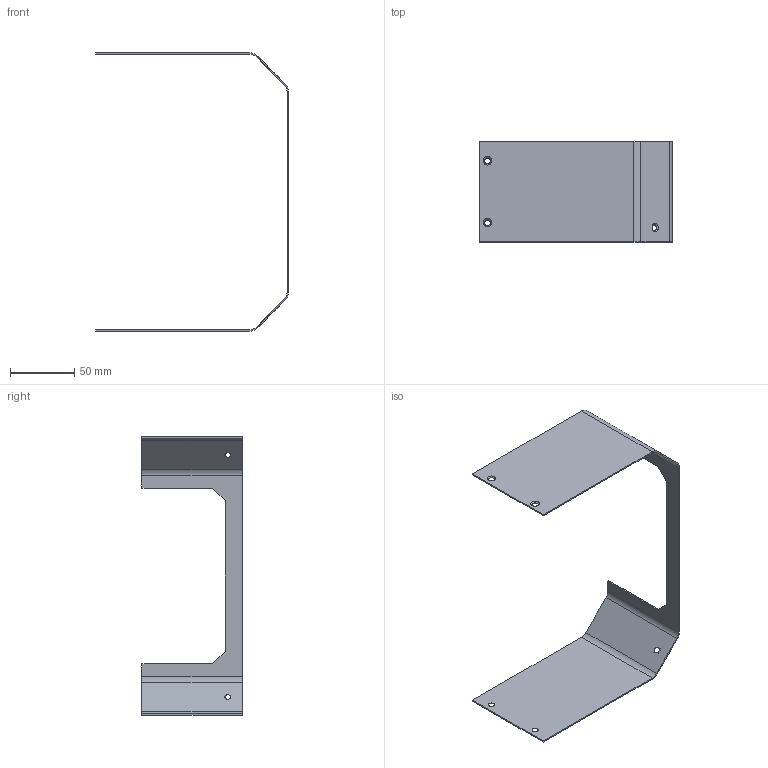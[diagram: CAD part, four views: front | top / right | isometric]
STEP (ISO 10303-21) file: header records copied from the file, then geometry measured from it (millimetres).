
FILE_DESCRIPTION (( 'STEP AP203' ), '1' );
FILE_NAME ('CW1-007-MA_v001 SPODNI PLECH.STEP', '2019-05-13T06:42:43', ( '' ), ( '' ), 'SwSTEP 2.0', 'SolidWorks 2017', '' );
FILE_SCHEMA (( 'CONFIG_CONTROL_DESIGN' ));
Length unit declared in the file: millimetre
Products named in the file (1): CW1-007-MA_v001 SPODNI PLECH
Bounding box: 150.31 x 78 x 217.1 mm (x, y, z)
Volume: 28737.6 mm3; surface area: 58862.3 mm2
Topology: 1 solids, 1 shells, 56 faces, 130 edges, 76 vertices
Faces by surface type: plane 36, cone 12, cylinder 8
Entity records: 1659 total; most frequent: DIRECTION 284, CARTESIAN_POINT 263, ORIENTED_EDGE 260, EDGE_CURVE 130, AXIS2_PLACEMENT_3D 97, LINE 90, VECTOR 90, VERTEX_POINT 76
